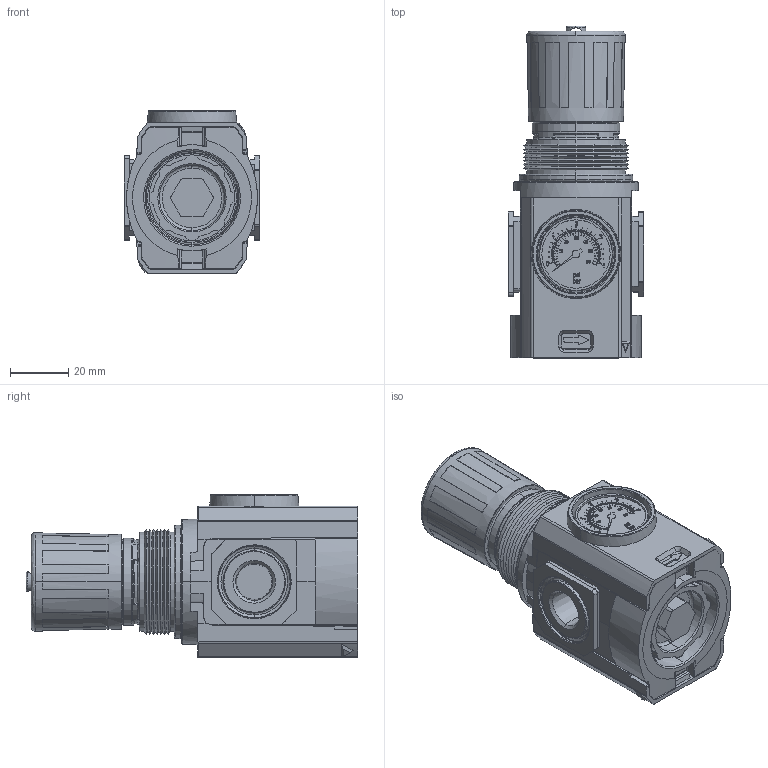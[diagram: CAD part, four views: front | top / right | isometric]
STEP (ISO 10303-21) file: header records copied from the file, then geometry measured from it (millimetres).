
FILE_DESCRIPTION (( 'STEP AP203' ), '1' );
FILE_NAME ('R82G-2AK-RFG.step', '2021-09-07T17:30:26', ( '' ), ( '' ), 'SwSTEP 2.0', 'SolidWorks 2021', '' );
FILE_SCHEMA (( 'CONFIG_CONTROL_DESIGN' ));
Products named in the file (1): R82G-2AK-RFG
Bounding box: 46.5 x 114.1 x 56 mm (x, y, z)
Volume: 146369 mm3; surface area: 55965.5 mm2
Topology: 5 solids, 5 shells, 2012 faces, 5558 edges, 3651 vertices
Faces by surface type: cylinder 959, plane 726, cone 165, bspline 158, torus 4
Entity records: 69558 total; most frequent: CARTESIAN_POINT 17874, ORIENTED_EDGE 11116, DIRECTION 10978, EDGE_CURVE 5558, AXIS2_PLACEMENT_3D 4142, VERTEX_POINT 3651, VECTOR 2694, LINE 2694
